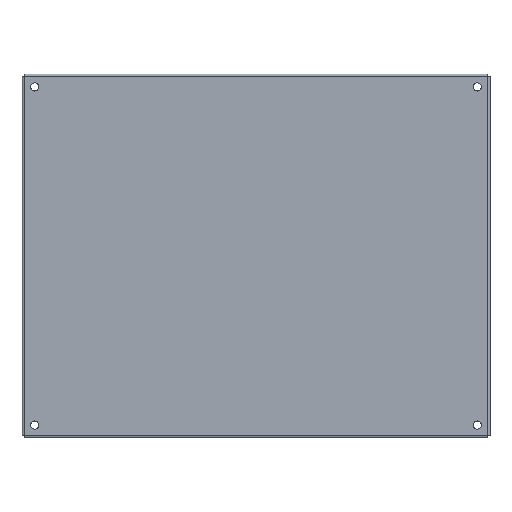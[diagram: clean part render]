
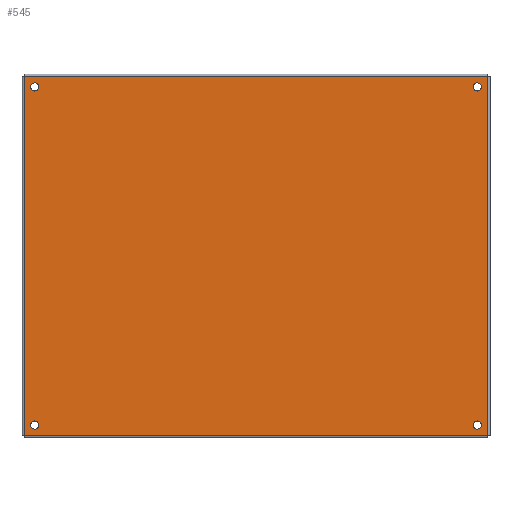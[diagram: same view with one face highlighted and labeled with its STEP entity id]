
A CAD part, front view. The second image highlights one B-rep face of the part: STEP entity #545.
In plain terms, the highlighted planar face has unit normal (0, -1, 0).
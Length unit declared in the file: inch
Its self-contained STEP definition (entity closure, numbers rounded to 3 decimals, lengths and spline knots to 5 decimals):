
#3 = CARTESIAN_POINT ( 'NONE',  ( -15.125, 0., 11.28125 ) ) ;
#6 = CIRCLE ( 'NONE', #1161, 0.28125 ) ;
#21 = EDGE_CURVE ( 'NONE', #656, #1165, #334, .T. ) ;
#58 = AXIS2_PLACEMENT_3D ( 'NONE', #179, #1014, #642 ) ;
#67 = CARTESIAN_POINT ( 'NONE',  ( -15.125, 0., 11.5625 ) ) ;
#68 = EDGE_CURVE ( 'NONE', #1011, #1111, #178, .T. ) ;
#83 = VECTOR ( 'NONE', #799, 39.37008 ) ;
#87 = AXIS2_PLACEMENT_3D ( 'NONE', #1029, #944, #757 ) ;
#120 = VECTOR ( 'NONE', #214, 39.37008 ) ;
#123 = AXIS2_PLACEMENT_3D ( 'NONE', #67, #730, #262 ) ;
#129 = ORIENTED_EDGE ( 'NONE', *, *, #976, .F. ) ;
#137 = CARTESIAN_POINT ( 'NONE',  ( -15.125, 0., -11.5625 ) ) ;
#146 = CARTESIAN_POINT ( 'NONE',  ( 15.857, 0., 12.2945 ) ) ;
#155 = CIRCLE ( 'NONE', #437, 0.28125 ) ;
#174 = ORIENTED_EDGE ( 'NONE', *, *, #68, .F. ) ;
#177 = ORIENTED_EDGE ( 'NONE', *, *, #716, .F. ) ;
#178 = CIRCLE ( 'NONE', #1108, 0.28125 ) ;
#179 = CARTESIAN_POINT ( 'NONE',  ( 15.125, 0., -11.5625 ) ) ;
#184 = CIRCLE ( 'NONE', #336, 0.28125 ) ;
#201 = CIRCLE ( 'NONE', #87, 0.28125 ) ;
#202 = DIRECTION ( 'NONE',  ( 0., -1., 0. ) ) ;
#214 = DIRECTION ( 'NONE',  ( 1., 0., 0. ) ) ;
#218 = LINE ( 'NONE', #504, #728 ) ;
#251 = VERTEX_POINT ( 'NONE', #714 ) ;
#256 = EDGE_CURVE ( 'NONE', #251, #500, #317, .T. ) ;
#262 = DIRECTION ( 'NONE',  ( 0., 0., 1. ) ) ;
#266 = EDGE_CURVE ( 'NONE', #821, #656, #1129, .T. ) ;
#273 = EDGE_LOOP ( 'NONE', ( #1103, #129 ) ) ;
#305 = ORIENTED_EDGE ( 'NONE', *, *, #920, .F. ) ;
#312 = AXIS2_PLACEMENT_3D ( 'NONE', #501, #964, #955 ) ;
#317 = CIRCLE ( 'NONE', #516, 0.28125 ) ;
#322 = DIRECTION ( 'NONE',  ( 0., -1., 0. ) ) ;
#334 = LINE ( 'NONE', #1128, #907 ) ;
#336 = AXIS2_PLACEMENT_3D ( 'NONE', #998, #903, #1166 ) ;
#338 = DIRECTION ( 'NONE',  ( 0., 0., 1. ) ) ;
#372 = CARTESIAN_POINT ( 'NONE',  ( 15.125, 0., 11.84375 ) ) ;
#378 = VERTEX_POINT ( 'NONE', #558 ) ;
#397 = PLANE ( 'NONE',  #312 ) ;
#416 = VERTEX_POINT ( 'NONE', #916 ) ;
#437 = AXIS2_PLACEMENT_3D ( 'NONE', #137, #322, #975 ) ;
#463 = EDGE_LOOP ( 'NONE', ( #1154, #479, #541, #177 ) ) ;
#479 = ORIENTED_EDGE ( 'NONE', *, *, #266, .F. ) ;
#500 = VERTEX_POINT ( 'NONE', #3 ) ;
#501 = CARTESIAN_POINT ( 'NONE',  ( -15.857, 0., 12.2945 ) ) ;
#504 = CARTESIAN_POINT ( 'NONE',  ( -15.857, 0., 12.2945 ) ) ;
#506 = EDGE_CURVE ( 'NONE', #416, #378, #6, .T. ) ;
#516 = AXIS2_PLACEMENT_3D ( 'NONE', #895, #637, #338 ) ;
#522 = ORIENTED_EDGE ( 'NONE', *, *, #760, .F. ) ;
#534 = ORIENTED_EDGE ( 'NONE', *, *, #896, .F. ) ;
#541 = ORIENTED_EDGE ( 'NONE', *, *, #664, .F. ) ;
#545 = ADVANCED_FACE ( 'NONE', ( #1123, #967, #1152, #759, #623 ), #397, .F. ) ;
#558 = CARTESIAN_POINT ( 'NONE',  ( -15.125, 0., -11.28125 ) ) ;
#562 = CIRCLE ( 'NONE', #123, 0.28125 ) ;
#572 = DIRECTION ( 'NONE',  ( 0., 0., 1. ) ) ;
#581 = CARTESIAN_POINT ( 'NONE',  ( 15.857, 0., -12.2945 ) ) ;
#585 = DIRECTION ( 'NONE',  ( 0., 0., 1. ) ) ;
#587 = DIRECTION ( 'NONE',  ( -1., 0., 0. ) ) ;
#592 = CIRCLE ( 'NONE', #58, 0.28125 ) ;
#601 = EDGE_LOOP ( 'NONE', ( #522, #645 ) ) ;
#607 = CARTESIAN_POINT ( 'NONE',  ( 15.857, 0., 12.2945 ) ) ;
#619 = CARTESIAN_POINT ( 'NONE',  ( -15.857, 0., 12.2945 ) ) ;
#623 = FACE_BOUND ( 'NONE', #601, .T. ) ;
#637 = DIRECTION ( 'NONE',  ( 0., -1., 0. ) ) ;
#642 = DIRECTION ( 'NONE',  ( 0., 0., 1. ) ) ;
#645 = ORIENTED_EDGE ( 'NONE', *, *, #506, .F. ) ;
#656 = VERTEX_POINT ( 'NONE', #581 ) ;
#664 = EDGE_CURVE ( 'NONE', #948, #821, #1078, .T. ) ;
#673 = CARTESIAN_POINT ( 'NONE',  ( -15.125, 0., -11.5625 ) ) ;
#675 = VERTEX_POINT ( 'NONE', #687 ) ;
#684 = CARTESIAN_POINT ( 'NONE',  ( -15.857, 0., 12.2945 ) ) ;
#687 = CARTESIAN_POINT ( 'NONE',  ( 15.125, 0., -11.28125 ) ) ;
#714 = CARTESIAN_POINT ( 'NONE',  ( -15.125, 0., 11.84375 ) ) ;
#716 = EDGE_CURVE ( 'NONE', #1165, #948, #218, .T. ) ;
#728 = VECTOR ( 'NONE', #585, 39.37008 ) ;
#730 = DIRECTION ( 'NONE',  ( 0., -1., 0. ) ) ;
#757 = DIRECTION ( 'NONE',  ( 0., 0., 1. ) ) ;
#759 = FACE_BOUND ( 'NONE', #1155, .T. ) ;
#760 = EDGE_CURVE ( 'NONE', #378, #416, #155, .T. ) ;
#799 = DIRECTION ( 'NONE',  ( 0., 0., -1. ) ) ;
#819 = EDGE_LOOP ( 'NONE', ( #174, #534 ) ) ;
#821 = VERTEX_POINT ( 'NONE', #607 ) ;
#878 = ORIENTED_EDGE ( 'NONE', *, *, #256, .F. ) ;
#883 = DIRECTION ( 'NONE',  ( 0., 0., 1. ) ) ;
#895 = CARTESIAN_POINT ( 'NONE',  ( -15.125, 0., 11.5625 ) ) ;
#896 = EDGE_CURVE ( 'NONE', #1111, #1011, #184, .T. ) ;
#903 = DIRECTION ( 'NONE',  ( 0., -1., 0. ) ) ;
#905 = VERTEX_POINT ( 'NONE', #989 ) ;
#907 = VECTOR ( 'NONE', #587, 39.37008 ) ;
#916 = CARTESIAN_POINT ( 'NONE',  ( -15.125, 0., -11.84375 ) ) ;
#920 = EDGE_CURVE ( 'NONE', #500, #251, #562, .T. ) ;
#940 = CARTESIAN_POINT ( 'NONE',  ( -15.857, 0., -12.2945 ) ) ;
#944 = DIRECTION ( 'NONE',  ( 0., -1., 0. ) ) ;
#948 = VERTEX_POINT ( 'NONE', #619 ) ;
#955 = DIRECTION ( 'NONE',  ( 0., 0., 1. ) ) ;
#964 = DIRECTION ( 'NONE',  ( 0., 1., 0. ) ) ;
#967 = FACE_BOUND ( 'NONE', #273, .T. ) ;
#972 = CARTESIAN_POINT ( 'NONE',  ( 15.125, 0., 11.5625 ) ) ;
#975 = DIRECTION ( 'NONE',  ( 0., 0., 1. ) ) ;
#976 = EDGE_CURVE ( 'NONE', #905, #675, #592, .T. ) ;
#989 = CARTESIAN_POINT ( 'NONE',  ( 15.125, 0., -11.84375 ) ) ;
#998 = CARTESIAN_POINT ( 'NONE',  ( 15.125, 0., 11.5625 ) ) ;
#1011 = VERTEX_POINT ( 'NONE', #372 ) ;
#1014 = DIRECTION ( 'NONE',  ( 0., -1., 0. ) ) ;
#1029 = CARTESIAN_POINT ( 'NONE',  ( 15.125, 0., -11.5625 ) ) ;
#1078 = LINE ( 'NONE', #684, #120 ) ;
#1103 = ORIENTED_EDGE ( 'NONE', *, *, #1144, .F. ) ;
#1108 = AXIS2_PLACEMENT_3D ( 'NONE', #972, #1156, #883 ) ;
#1111 = VERTEX_POINT ( 'NONE', #1184 ) ;
#1123 = FACE_OUTER_BOUND ( 'NONE', #463, .T. ) ;
#1128 = CARTESIAN_POINT ( 'NONE',  ( -15.857, 0., -12.2945 ) ) ;
#1129 = LINE ( 'NONE', #146, #83 ) ;
#1144 = EDGE_CURVE ( 'NONE', #675, #905, #201, .T. ) ;
#1152 = FACE_BOUND ( 'NONE', #819, .T. ) ;
#1154 = ORIENTED_EDGE ( 'NONE', *, *, #21, .F. ) ;
#1155 = EDGE_LOOP ( 'NONE', ( #878, #305 ) ) ;
#1156 = DIRECTION ( 'NONE',  ( 0., -1., 0. ) ) ;
#1161 = AXIS2_PLACEMENT_3D ( 'NONE', #673, #202, #572 ) ;
#1165 = VERTEX_POINT ( 'NONE', #940 ) ;
#1166 = DIRECTION ( 'NONE',  ( 0., 0., 1. ) ) ;
#1184 = CARTESIAN_POINT ( 'NONE',  ( 15.125, 0., 11.28125 ) ) ;
